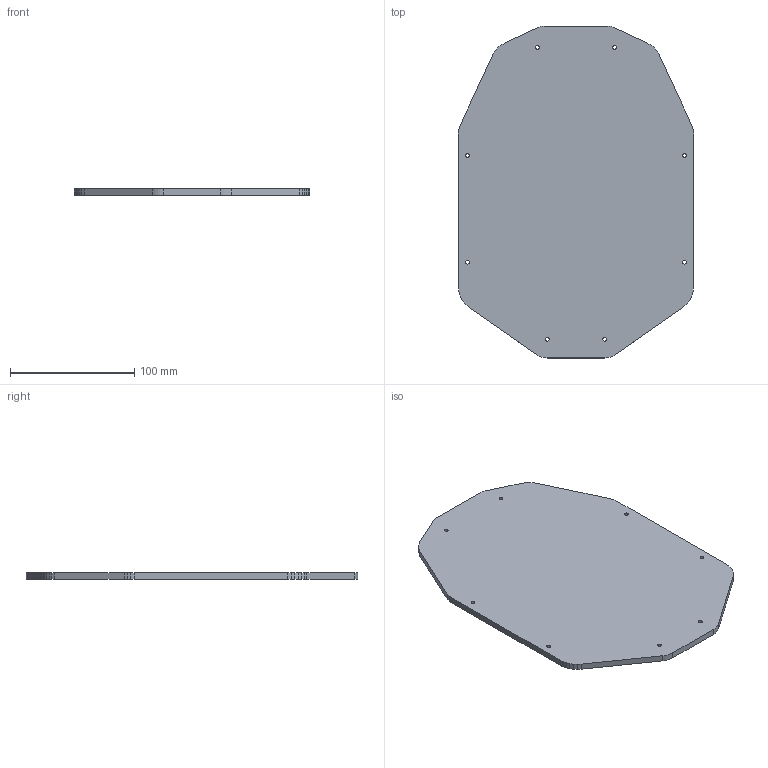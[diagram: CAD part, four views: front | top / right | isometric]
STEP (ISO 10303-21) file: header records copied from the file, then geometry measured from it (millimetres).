
FILE_DESCRIPTION(/* description */ (''),/* implementation_level */ '2;1');
FILE_NAME(/* name */ 'plate_v1.step',/* time_stamp */ '2021-11-18T14:03:58-05:00',/* author */ (''),/* organization */ (''),/* preprocessor_version */ 'ST-DEVELOPER v18.1',/* originating_system */ 'Autodesk Translation Framework v10.10.0.1391',/* authorisation */ '');
FILE_SCHEMA (('AUTOMOTIVE_DESIGN { 1 0 10303 214 3 1 1 }'));
Length unit declared in the file: millimetre
Products named in the file (1): Untitled
Bounding box: 188.91 x 266.7 x 5 mm (x, y, z)
Volume: 217527.7 mm3; surface area: 91234.7 mm2
Topology: 1 solids, 1 shells, 53 faces, 153 edges, 102 vertices
Faces by surface type: plane 41, cylinder 12
Full cylindrical faces by diameter (mm): 3.05 x8
Entity records: 1796 total; most frequent: CARTESIAN_POINT 309, ORIENTED_EDGE 306, DIRECTION 285, EDGE_CURVE 153, LINE 129, VECTOR 129, VERTEX_POINT 102, AXIS2_PLACEMENT_3D 78
